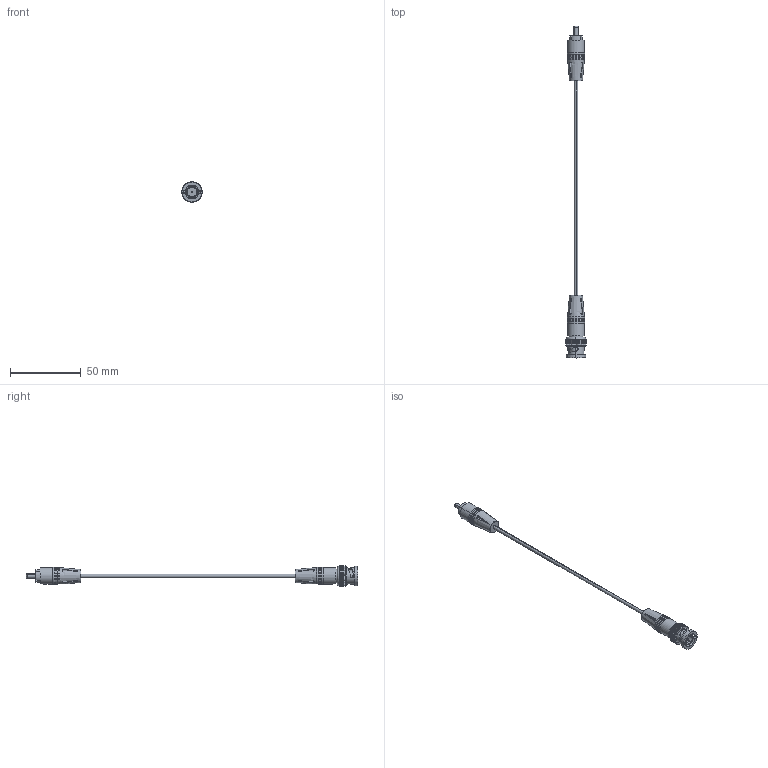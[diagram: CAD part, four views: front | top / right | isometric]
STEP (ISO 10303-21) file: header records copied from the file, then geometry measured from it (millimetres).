
FILE_DESCRIPTION (( 'STEP AP203' ), '1' );
FILE_NAME ('CTL1RB.STEP', '2006-06-23T18:28:39', ( 'lcom' ), ( 'lcom' ), 'SwSTEP 2.0', 'SolidWorks 2006004', '' );
FILE_SCHEMA (( 'CONFIG_CONTROL_DESIGN' ));
Length unit declared in the file: inch
Products named in the file (8): CTL1RB; 3AB03-010; 3AB03-010-MA1; MTN-019_RCA ; MTN-019; CTL1RB-MA1; BAC032_with flange; 3AB03-006
Assembly tree (7 placements, depth 3):
  CTL1RB
    3AB03-006
      MTN-019
      BAC032_with flange
    3AB03-010
      MTN-019_RCA 
      3AB03-010-MA1
    CTL1RB-MA1
Bounding box: 14.48 x 234.29 x 14.48 mm (x, y, z)
Volume: 6973.7 mm3; surface area: 7207.9 mm2
Topology: 5 solids, 5 shells, 714 faces, 1917 edges, 1239 vertices
Faces by surface type: plane 323, cylinder 223, bspline 94, torus 56, sphere 14, cone 4
Entity records: 32141 total; most frequent: CARTESIAN_POINT 13722, ORIENTED_EDGE 3810, DIRECTION 3525, EDGE_CURVE 1905, AXIS2_PLACEMENT_3D 1252, VERTEX_POINT 1233, LINE 1021, VECTOR 1021
